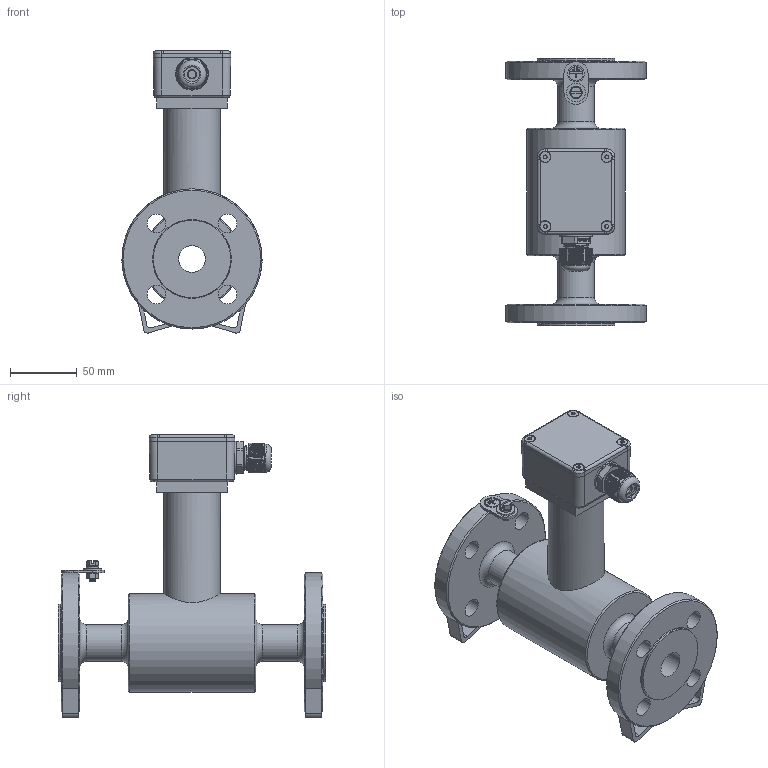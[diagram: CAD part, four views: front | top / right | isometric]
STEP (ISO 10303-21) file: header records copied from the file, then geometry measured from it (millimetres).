
FILE_DESCRIPTION(/* description */ (''),/* implementation_level */ '2;1');
FILE_NAME(/* name */ 'Flowmeter DN20 PN16-25 Separate.step',/* time_stamp */ '2023-10-05T17:15:24+03:00',/* author */ (''),/* organization */ (''),/* preprocessor_version */ 'ST-DEVELOPER v20',/* originating_system */ 'Autodesk Translation Framework v12.14.0.127',/* authorisation */ '');
FILE_SCHEMA (('AUTOMOTIVE_DESIGN { 1 0 10303 214 3 1 1 }'));
Length unit declared in the file: millimetre
Products named in the file (4): (Unsaved); El. block v11; B_Separate_version; box
Assembly tree (3 placements, depth 4):
  (Unsaved)
    El. block v11
      B_Separate_version
        box
Bounding box: 104.98 x 200 x 211.25 mm (x, y, z)
Volume: 897039.9 mm3; surface area: 130986.9 mm2
Topology: 2 solids, 2 shells, 1442 faces, 3364 edges, 1947 vertices
Faces by surface type: plane 448, cylinder 428, bspline 250, sphere 156, torus 102, cone 58
Full cylindrical faces by diameter (mm): 3.332 x2, 3.961 x9, 4.234 x4, 4.5 x2, 5 x7, 5.5 x1, 6 x1, 7 x4, 8 x4, 10.394 x1, 10.9 x1, 11.3 x1, 12.394 x1, 13 x1, 14 x9, 15 x1, 17 x2, 20 x1, 21 x1, 24.5 x1, 27.5 x2, 42 x2, 58 x2, 73.5 x1
Entity records: 72582 total; most frequent: CARTESIAN_POINT 39459, DIRECTION 6772, ORIENTED_EDGE 6730, EDGE_CURVE 3365, AXIS2_PLACEMENT_3D 2689, VERTEX_POINT 1947, EDGE_LOOP 1506, FACE_OUTER_BOUND 1442
